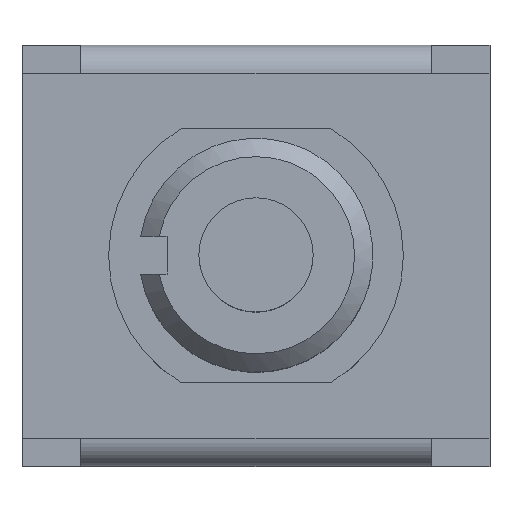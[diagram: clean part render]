
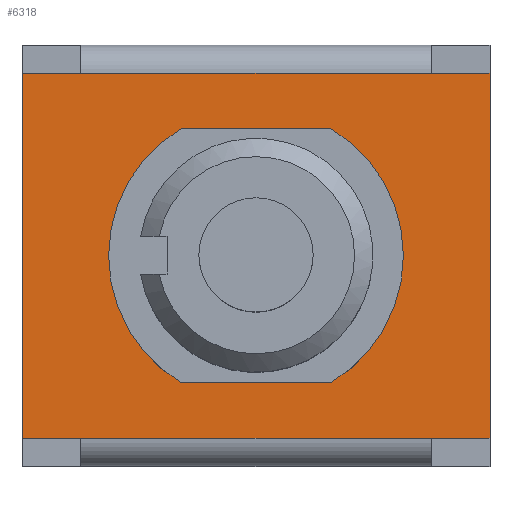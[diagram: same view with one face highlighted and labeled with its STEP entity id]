
A CAD part, top view. The second image highlights one B-rep face of the part: STEP entity #6318.
In plain terms, the highlighted planar face has unit normal (0, 0, 1).
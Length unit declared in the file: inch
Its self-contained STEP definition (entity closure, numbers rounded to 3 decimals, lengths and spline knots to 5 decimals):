
#435=CARTESIAN_POINT('',(-0.07969,0.13583,0.35079));
#436=VERTEX_POINT('',#435);
#443=CARTESIAN_POINT('',(-0.07969,-0.13583,0.35079));
#444=VERTEX_POINT('',#443);
#445=CARTESIAN_POINT('',(0.,0.0,0.35079));
#446=DIRECTION('',(0.0,0.0,-1.0));
#447=DIRECTION('',(0.506,-0.863,0.0));
#448=AXIS2_PLACEMENT_3D('',#445,#446,#447);
#449=CIRCLE('',#448,0.15748);
#450=EDGE_CURVE('',#444,#436,#449,.T.);
#467=CARTESIAN_POINT('',(0.07969,0.13583,0.35079));
#468=VERTEX_POINT('',#467);
#475=CARTESIAN_POINT('',(-0.07969,0.13583,0.35079));
#476=DIRECTION('',(1.0,0.0,0.0));
#477=VECTOR('',#476,0.15939);
#478=LINE('',#475,#477);
#479=EDGE_CURVE('',#436,#468,#478,.T.);
#491=CARTESIAN_POINT('',(0.07969,-0.13583,0.35079));
#492=VERTEX_POINT('',#491);
#499=CARTESIAN_POINT('',(0.,0.0,0.35079));
#500=DIRECTION('',(0.0,0.0,-1.0));
#501=DIRECTION('',(-0.506,0.863,0.0));
#502=AXIS2_PLACEMENT_3D('',#499,#500,#501);
#503=CIRCLE('',#502,0.15748);
#504=EDGE_CURVE('',#468,#492,#503,.T.);
#517=CARTESIAN_POINT('',(0.07969,-0.13583,0.35079));
#518=DIRECTION('',(-1.0,0.0,0.0));
#519=VECTOR('',#518,0.15939);
#520=LINE('',#517,#519);
#521=EDGE_CURVE('',#492,#444,#520,.T.);
#5485=CARTESIAN_POINT('',(0.18701,-0.19508,0.35079));
#5486=VERTEX_POINT('',#5485);
#5558=CARTESIAN_POINT('',(-0.18701,0.19508,0.35079));
#5559=VERTEX_POINT('',#5558);
#5987=CARTESIAN_POINT('',(0.18701,0.19508,0.35079));
#5988=VERTEX_POINT('',#5987);
#6020=CARTESIAN_POINT('',(-0.18701,-0.19508,0.35079));
#6021=VERTEX_POINT('',#6020);
#6123=CARTESIAN_POINT('',(0.25,0.19508,0.35079));
#6124=VERTEX_POINT('',#6123);
#6140=CARTESIAN_POINT('',(0.18701,0.19508,0.35079));
#6141=DIRECTION('',(1.0,0.0,0.0));
#6142=VECTOR('',#6141,0.06299);
#6143=LINE('',#6140,#6142);
#6144=EDGE_CURVE('',#5988,#6124,#6143,.T.);
#6156=CARTESIAN_POINT('',(0.25,-0.19508,0.35079));
#6157=VERTEX_POINT('',#6156);
#6164=CARTESIAN_POINT('',(0.18701,-0.19508,0.35079));
#6165=DIRECTION('',(1.0,0.0,0.0));
#6166=VECTOR('',#6165,0.06299);
#6167=LINE('',#6164,#6166);
#6168=EDGE_CURVE('',#5486,#6157,#6167,.T.);
#6185=CARTESIAN_POINT('',(-0.25,-0.19508,0.35079));
#6186=VERTEX_POINT('',#6185);
#6202=CARTESIAN_POINT('',(-0.18701,-0.19508,0.35079));
#6203=DIRECTION('',(-1.0,0.0,0.0));
#6204=VECTOR('',#6203,0.06299);
#6205=LINE('',#6202,#6204);
#6206=EDGE_CURVE('',#6021,#6186,#6205,.T.);
#6218=CARTESIAN_POINT('',(-0.25,0.19508,0.35079));
#6219=VERTEX_POINT('',#6218);
#6226=CARTESIAN_POINT('',(-0.18701,0.19508,0.35079));
#6227=DIRECTION('',(-1.0,0.0,0.0));
#6228=VECTOR('',#6227,0.06299);
#6229=LINE('',#6226,#6228);
#6230=EDGE_CURVE('',#5559,#6219,#6229,.T.);
#6257=CARTESIAN_POINT('',(0.18701,-0.19508,0.35079));
#6258=DIRECTION('',(-1.0,0.0,0.0));
#6259=VECTOR('',#6258,0.37402);
#6260=LINE('',#6257,#6259);
#6261=EDGE_CURVE('',#5486,#6021,#6260,.T.);
#6282=CARTESIAN_POINT('',(0.275,0.21459,0.35079));
#6283=DIRECTION('',(0.0,0.0,1.0));
#6284=DIRECTION('',(1.0,0.0,0.0));
#6285=AXIS2_PLACEMENT_3D('',#6282,#6283,#6284);
#6286=PLANE('',#6285);
#6287=CARTESIAN_POINT('',(0.18701,0.19508,0.35079));
#6288=DIRECTION('',(-1.0,0.0,0.0));
#6289=VECTOR('',#6288,0.37402);
#6290=LINE('',#6287,#6289);
#6291=EDGE_CURVE('',#5988,#5559,#6290,.T.);
#6292=ORIENTED_EDGE('',*,*,#6291,.T.);
#6293=ORIENTED_EDGE('',*,*,#6230,.T.);
#6294=CARTESIAN_POINT('',(-0.25,0.19508,0.35079));
#6295=DIRECTION('',(0.0,-1.0,0.0));
#6296=VECTOR('',#6295,0.39016);
#6297=LINE('',#6294,#6296);
#6298=EDGE_CURVE('',#6219,#6186,#6297,.T.);
#6299=ORIENTED_EDGE('',*,*,#6298,.T.);
#6300=ORIENTED_EDGE('',*,*,#6206,.F.);
#6301=ORIENTED_EDGE('',*,*,#6261,.F.);
#6302=ORIENTED_EDGE('',*,*,#6168,.T.);
#6303=CARTESIAN_POINT('',(0.25,-0.19508,0.35079));
#6304=DIRECTION('',(0.0,1.0,0.0));
#6305=VECTOR('',#6304,0.39016);
#6306=LINE('',#6303,#6305);
#6307=EDGE_CURVE('',#6157,#6124,#6306,.T.);
#6308=ORIENTED_EDGE('',*,*,#6307,.T.);
#6309=ORIENTED_EDGE('',*,*,#6144,.F.);
#6310=EDGE_LOOP('',(#6292,#6293,#6299,#6300,#6301,#6302,#6308,#6309));
#6311=FACE_OUTER_BOUND('',#6310,.T.);
#6312=ORIENTED_EDGE('',*,*,#450,.T.);
#6313=ORIENTED_EDGE('',*,*,#479,.T.);
#6314=ORIENTED_EDGE('',*,*,#504,.T.);
#6315=ORIENTED_EDGE('',*,*,#521,.T.);
#6316=EDGE_LOOP('',(#6312,#6313,#6314,#6315));
#6317=FACE_BOUND('',#6316,.T.);
#6318=ADVANCED_FACE('',(#6311,#6317),#6286,.T.);
